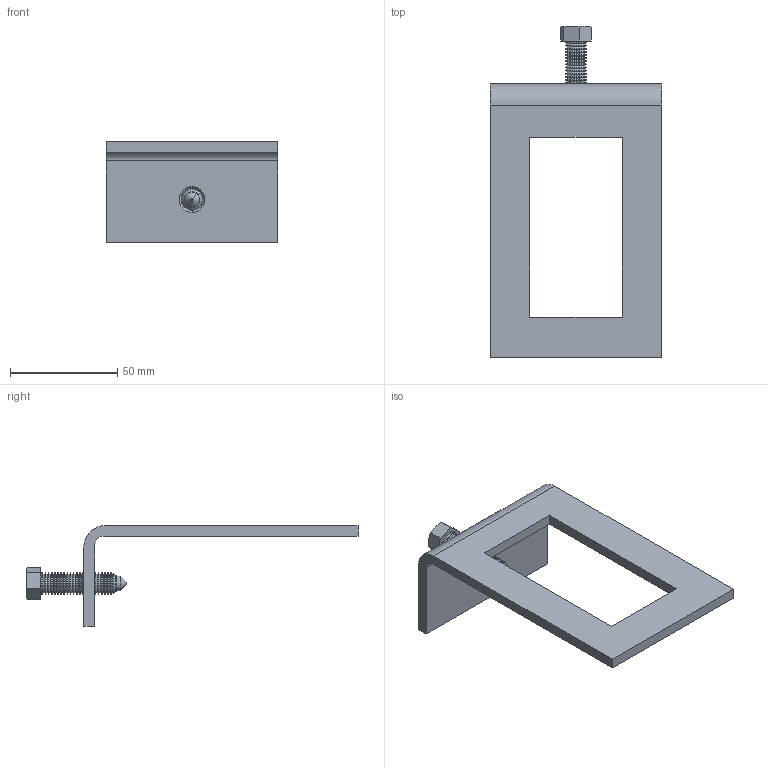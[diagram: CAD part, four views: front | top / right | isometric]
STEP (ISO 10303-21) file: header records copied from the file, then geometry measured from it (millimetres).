
FILE_DESCRIPTION (( 'STEP AP214' ), '1' );
FILE_NAME ('T321-108.STEP', '2024-08-30T13:18:59', ( '' ), ( '' ), 'SwSTEP 2.0', 'SolidWorks 2024', '' );
FILE_SCHEMA (( 'AUTOMOTIVE_DESIGN' ));
Length unit declared in the file: millimetre
Products named in the file (3): hex set screw cone point_din_DIN 564 - M10 x 40 --- S; T321-108; Kora T321-108
Assembly tree (2 placements, depth 2):
  T321-108
    Kora T321-108
    hex set screw cone point_din_DIN 564 - M10 x 40 --- S
Bounding box: 80 x 155 x 47 mm (x, y, z)
Volume: 51608.5 mm3; surface area: 25412.8 mm2
Topology: 2 solids, 2 shells, 183 faces, 470 edges, 292 vertices
Faces by surface type: cone 106, cylinder 52, plane 21, torus 4
Entity records: 5756 total; most frequent: DIRECTION 1098, CARTESIAN_POINT 1018, ORIENTED_EDGE 940, EDGE_CURVE 470, AXIS2_PLACEMENT_3D 452, VERTEX_POINT 292, CIRCLE 264, VECTOR 194
